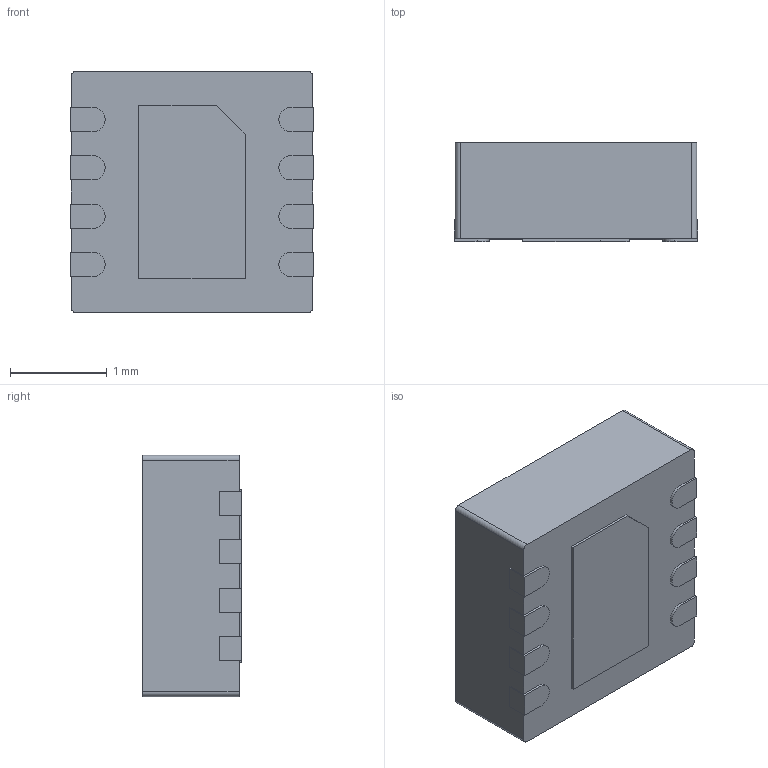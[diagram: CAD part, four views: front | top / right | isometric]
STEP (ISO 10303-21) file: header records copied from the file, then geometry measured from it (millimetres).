
FILE_DESCRIPTION (( 'STEP AP214' ), '1' );
FILE_NAME ('User Library-DFN8 2.5x2.5mm.STEP', '2022-02-20T18:24:57', ( '' ), ( '' ), 'SwSTEP 2.0', 'SolidWorks 2021', '' );
FILE_SCHEMA (( 'AUTOMOTIVE_DESIGN' ));
Length unit declared in the file: millimetre
Products named in the file (1): User Library-DFN8 2.5x2.5mm
Bounding box: 2.52 x 1.02 x 2.5 mm (x, y, z)
Volume: 6.3 mm3; surface area: 22.8 mm2
Topology: 1 solids, 1 shells, 67 faces, 189 edges, 126 vertices
Faces by surface type: plane 53, cylinder 12, bspline 2
Entity records: 6497 total; most frequent: CARTESIAN_POINT 3995, ORIENTED_EDGE 378, DIRECTION 339, EDGE_CURVE 189, VECTOR 159, LINE 159, VERTEX_POINT 126, AXIS2_PLACEMENT_3D 90
